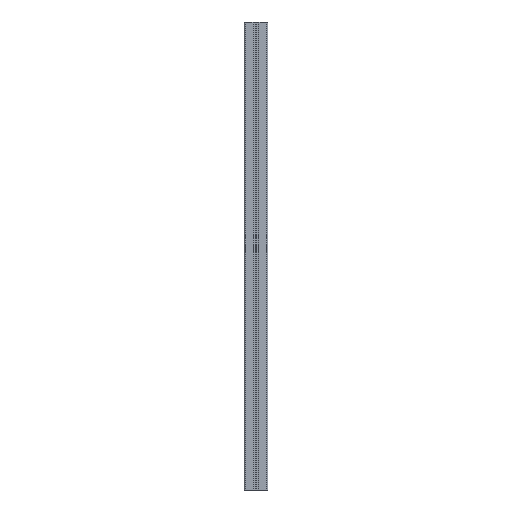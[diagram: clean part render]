
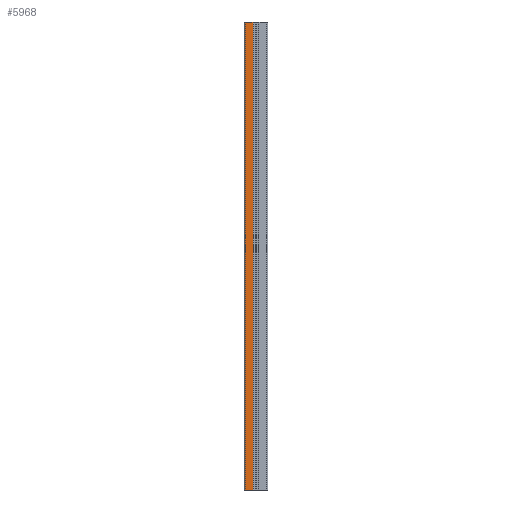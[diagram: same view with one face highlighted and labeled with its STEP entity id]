
A CAD part, left-side view. The second image highlights one B-rep face of the part: STEP entity #5968.
In plain terms, the highlighted planar face has unit normal (-1, 0, 0).
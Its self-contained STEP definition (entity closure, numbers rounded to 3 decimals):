
#228 = DIRECTION ( 'NONE',  ( 0., 1., 0. ) ) ;
#284 = VECTOR ( 'NONE', #228, 1000. ) ;
#302 = PLANE ( 'NONE',  #2071 ) ;
#581 = LINE ( 'NONE', #658, #3388 ) ;
#658 = CARTESIAN_POINT ( 'NONE',  ( -25., 23., -1000. ) ) ;
#1577 = CARTESIAN_POINT ( 'NONE',  ( -25., 25., -1000. ) ) ;
#2071 = AXIS2_PLACEMENT_3D ( 'NONE', #1577, #3699, #6191 ) ;
#2716 = FACE_OUTER_BOUND ( 'NONE', #12912, .T. ) ;
#3388 = VECTOR ( 'NONE', #13370, 1000. ) ;
#3699 = DIRECTION ( 'NONE',  ( -1., 0., 0. ) ) ;
#3965 = CARTESIAN_POINT ( 'NONE',  ( -25., 25., 0. ) ) ;
#4234 = CARTESIAN_POINT ( 'NONE',  ( -25., 6.325, -1000. ) ) ;
#4309 = ORIENTED_EDGE ( 'NONE', *, *, #13283, .T. ) ;
#4939 = ORIENTED_EDGE ( 'NONE', *, *, #13436, .F. ) ;
#5007 = VERTEX_POINT ( 'NONE', #11024 ) ;
#5169 = CARTESIAN_POINT ( 'NONE',  ( -25., 23., 0. ) ) ;
#5968 = ADVANCED_FACE ( 'NONE', ( #2716 ), #302, .T. ) ;
#6191 = DIRECTION ( 'NONE',  ( 0., 0., 1. ) ) ;
#6420 = CARTESIAN_POINT ( 'NONE',  ( -25., 23., -1000. ) ) ;
#7191 = ORIENTED_EDGE ( 'NONE', *, *, #12971, .T. ) ;
#7321 = VERTEX_POINT ( 'NONE', #6420 ) ;
#7500 = VECTOR ( 'NONE', #12755, 1000. ) ;
#8476 = VERTEX_POINT ( 'NONE', #5169 ) ;
#9490 = LINE ( 'NONE', #12876, #284 ) ;
#9924 = EDGE_CURVE ( 'NONE', #5007, #12633, #10603, .T. ) ;
#10603 = LINE ( 'NONE', #14137, #12274 ) ;
#10829 = DIRECTION ( 'NONE',  ( 0., 0., -1. ) ) ;
#11024 = CARTESIAN_POINT ( 'NONE',  ( -25., 6.325, 0. ) ) ;
#11622 = LINE ( 'NONE', #3965, #7500 ) ;
#12274 = VECTOR ( 'NONE', #10829, 1000. ) ;
#12633 = VERTEX_POINT ( 'NONE', #4234 ) ;
#12755 = DIRECTION ( 'NONE',  ( 0., 1., 0. ) ) ;
#12876 = CARTESIAN_POINT ( 'NONE',  ( -25., 25., -1000. ) ) ;
#12912 = EDGE_LOOP ( 'NONE', ( #4309, #7191, #4939, #13466 ) ) ;
#12971 = EDGE_CURVE ( 'NONE', #8476, #7321, #581, .T. ) ;
#13283 = EDGE_CURVE ( 'NONE', #5007, #8476, #11622, .T. ) ;
#13370 = DIRECTION ( 'NONE',  ( 0., 0., -1. ) ) ;
#13436 = EDGE_CURVE ( 'NONE', #12633, #7321, #9490, .T. ) ;
#13466 = ORIENTED_EDGE ( 'NONE', *, *, #9924, .F. ) ;
#14137 = CARTESIAN_POINT ( 'NONE',  ( -25., 6.325, -1000. ) ) ;
